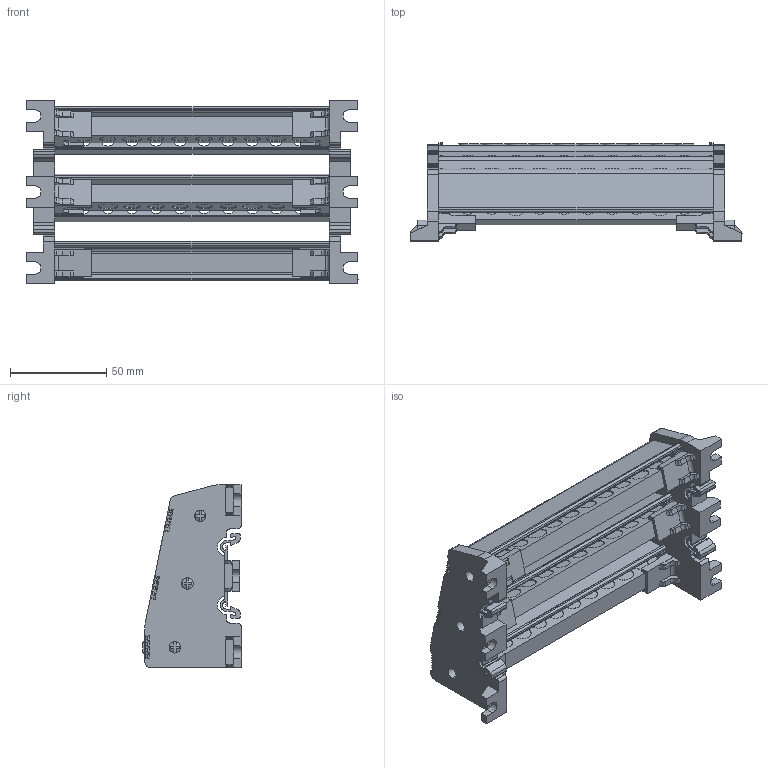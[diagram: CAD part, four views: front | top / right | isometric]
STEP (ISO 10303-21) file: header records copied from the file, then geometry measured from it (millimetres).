
FILE_DESCRIPTION (( 'STEP AP203' ), '1' );
FILE_NAME ('10X15 Üç Kutuplu Daðýtýcý Ünite - 10 Delikli.STEP', '2019-01-09T13:38:22', ( '' ), ( '' ), 'SwSTEP 2.0', 'SolidWorks 2011', '' );
FILE_SCHEMA (( 'CONFIG_CONTROL_DESIGN' ));
Products named in the file (1): 10X15 Üç Kutuplu Daðýtýcý Ünite - 10 Delikli
Bounding box: 172.5 x 50.93 x 95 mm (x, y, z)
Volume: 145068.6 mm3; surface area: 107284.8 mm2
Topology: 1 solids, 10 shells, 3183 faces, 8834 edges, 5734 vertices
Faces by surface type: plane 1594, cylinder 889, bspline 490, cone 210
Entity records: 111636 total; most frequent: CARTESIAN_POINT 31833, ORIENTED_EDGE 17632, DIRECTION 15835, EDGE_CURVE 8816, VERTEX_POINT 5734, AXIS2_PLACEMENT_3D 5358, LINE 5119, VECTOR 5119
